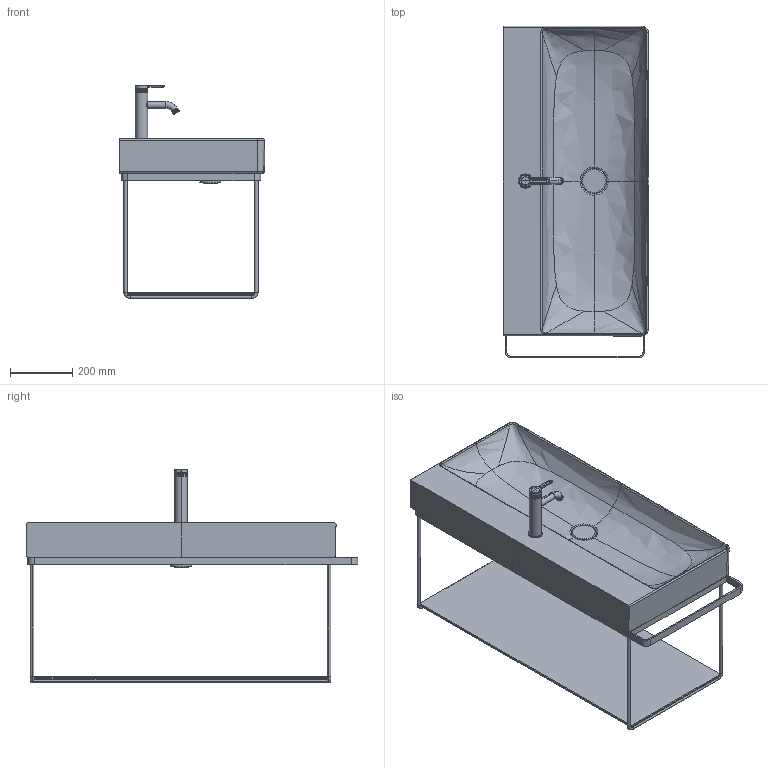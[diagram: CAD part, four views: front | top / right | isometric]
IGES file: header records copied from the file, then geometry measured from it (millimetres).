
Global section: file name: No Iges File Name specified; native system: Autodesk Inventor 2011; preprocessor: AutoDesk Inventor Iges Exporter R2011; author: Administrator; date: 20170629.140240; units: millimetre
Bounding box: 470.01 x 1070.61 x 689.48 mm (x, y, z)
Volume: 18907489.7 mm3; surface area: 2784559.2 mm2
Topology: 14 solids, 17 shells, 576 faces, 1381 edges, 846 vertices
Faces by surface type: bspline 175, plane 147, revolution 116, cylinder 86, torus 35, cone 12, sphere 5
